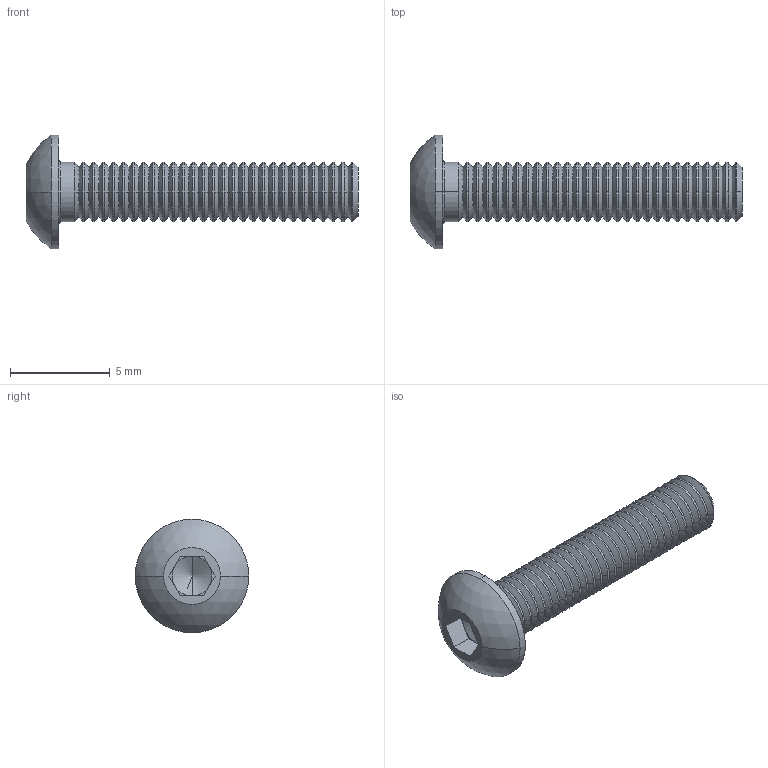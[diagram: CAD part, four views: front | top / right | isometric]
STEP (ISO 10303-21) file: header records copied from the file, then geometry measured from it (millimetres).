
FILE_DESCRIPTION (( 'STEP AP214' ), '1' );
FILE_NAME ('socket button head screw_iso_15mm.STEP', '2022-06-06T18:08:57', ( '' ), ( '' ), 'SwSTEP 2.0', 'SolidWorks 2021', '' );
FILE_SCHEMA (( 'AUTOMOTIVE_DESIGN' ));
Length unit declared in the file: millimetre
Products named in the file (1): socket button head screw_iso_15mm
Bounding box: 16.65 x 5.7 x 5.7 mm (x, y, z)
Volume: 118.9 mm3; surface area: 272.6 mm2
Topology: 1 solids, 1 shells, 195 faces, 508 edges, 315 vertices
Faces by surface type: cone 116, cylinder 60, plane 15, torus 2, sphere 2
Entity records: 6084 total; most frequent: DIRECTION 1204, CARTESIAN_POINT 1017, ORIENTED_EDGE 1012, EDGE_CURVE 506, AXIS2_PLACEMENT_3D 502, VERTEX_POINT 315, CIRCLE 306, VECTOR 200
